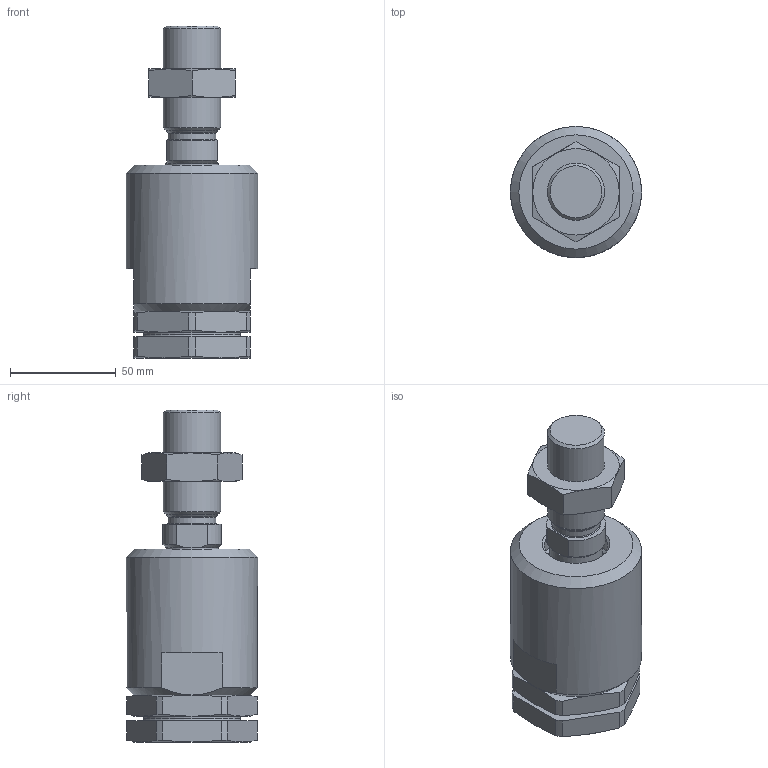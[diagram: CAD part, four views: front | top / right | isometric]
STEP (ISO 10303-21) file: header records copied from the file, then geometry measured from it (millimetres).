
FILE_DESCRIPTION(/* description */ ('STEP AP214'),/* implementation_level */ '2;1');
FILE_NAME(/* name */ '10485_FK-M27X2',/* time_stamp */ '2024-08-22T18:12:22+02:00',/* author */ ('License CC BY-ND 4.0'),/* organization */ ('CADENAS'),/* preprocessor_version */ 'ST-DEVELOPER v19.3',/* originating_system */ 'PARTsolutions',/* authorisation */ ' ');
FILE_SCHEMA (('AUTOMOTIVE_DESIGN {1 0 10303 214 3 1 1}'));
Length unit declared in the file: millimetre
Products named in the file (7): 10485 FK-M27x2---(asm_0_0); 10485 FK-M27x2---(GE); 10485 FK-M27x2---(0BO); DIN-439-B - M27x2(F); 10485 FK-M27x2---(BU); 10485 FK-M27x2---(MU); 10485 FK-M27x2---(KG)
Assembly tree (7 placements, depth 2):
  10485 FK-M27x2---(asm_0_0)
    10485 FK-M27x2---(GE)
    10485 FK-M27x2---(0BO)
    DIN-439-B - M27x2(F)
    10485 FK-M27x2---(BU)
    10485 FK-M27x2---(MU)
    10485 FK-M27x2---(KG)  x2
Bounding box: 62 x 62 x 156.9 mm (x, y, z)
Volume: 271475.3 mm3; surface area: 70816.1 mm2
Topology: 7 solids, 7 shells, 122 faces, 264 edges, 160 vertices
Faces by surface type: plane 44, cone 40, cylinder 31, sphere 4, torus 3
Full cylindrical faces by diameter (mm): 22.6 x1, 24.835 x2, 25 x1, 27 x1, 28 x2, 30 x1, 39 x1, 43 x2, 45.7 x1, 46.376 x2, 46.5 x1, 48 x1, 62 x1
Entity records: 3226 total; most frequent: CARTESIAN_POINT 674, DIRECTION 510, ORIENTED_EDGE 428, AXIS2_PLACEMENT_3D 228, EDGE_CURVE 214, EDGE_LOOP 168, FACE_BOUND 168, VERTEX_POINT 152
